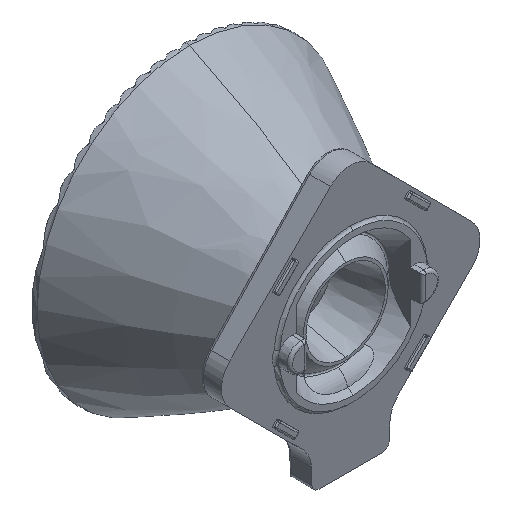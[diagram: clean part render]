
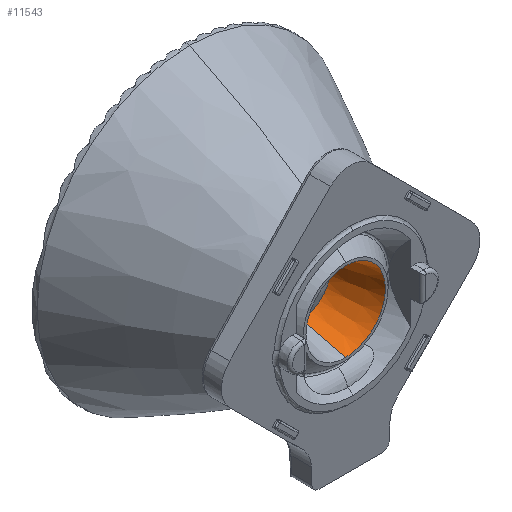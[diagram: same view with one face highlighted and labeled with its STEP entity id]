
A CAD part, isometric view. The second image highlights one B-rep face of the part: STEP entity #11543.
In plain terms, the highlighted conical face has half-angle 13.818 degrees and reference radius 2.023 mm.
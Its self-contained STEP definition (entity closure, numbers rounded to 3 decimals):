
#27 = AXIS2_PLACEMENT_3D ( 'NONE', #9736, #9077, #4401 ) ;
#389 = CARTESIAN_POINT ( 'NONE',  ( 0., 3.653, 0. ) ) ;
#889 = EDGE_CURVE ( 'NONE', #2444, #6445, #9651, .T. ) ;
#1150 = LINE ( 'NONE', #4754, #4272 ) ;
#1293 = AXIS2_PLACEMENT_3D ( 'NONE', #9275, #4534, #10940 ) ;
#1620 = ORIENTED_EDGE ( 'NONE', *, *, #3996, .T. ) ;
#2201 = DIRECTION ( 'NONE',  ( 0., 0., -1. ) ) ;
#2444 = VERTEX_POINT ( 'NONE', #10085 ) ;
#3493 = ORIENTED_EDGE ( 'NONE', *, *, #9687, .F. ) ;
#3996 = EDGE_CURVE ( 'NONE', #4216, #5238, #4699, .T. ) ;
#4216 = VERTEX_POINT ( 'NONE', #9574 ) ;
#4272 = VECTOR ( 'NONE', #4806, 1000. ) ;
#4401 = DIRECTION ( 'NONE',  ( 0., 0., -1. ) ) ;
#4404 = ORIENTED_EDGE ( 'NONE', *, *, #5533, .F. ) ;
#4534 = DIRECTION ( 'NONE',  ( 0., -1., 0. ) ) ;
#4556 = CARTESIAN_POINT ( 'NONE',  ( 2.023, 3.653, 0. ) ) ;
#4628 = LINE ( 'NONE', #5575, #9061 ) ;
#4686 = DIRECTION ( 'NONE',  ( 0., -0.971, -0.239 ) ) ;
#4699 = CIRCLE ( 'NONE', #1293, 2.787 ) ;
#4727 = EDGE_CURVE ( 'NONE', #2444, #4216, #4628, .T. ) ;
#4754 = CARTESIAN_POINT ( 'NONE',  ( 0., 3.653, 2.023 ) ) ;
#4777 = EDGE_LOOP ( 'NONE', ( #4404, #3493, #8945, #9789, #1620 ) ) ;
#4806 = DIRECTION ( 'NONE',  ( 0., -0.971, 0.239 ) ) ;
#4881 = VERTEX_POINT ( 'NONE', #8179 ) ;
#5238 = VERTEX_POINT ( 'NONE', #8274 ) ;
#5533 = EDGE_CURVE ( 'NONE', #4881, #5238, #1150, .T. ) ;
#5575 = CARTESIAN_POINT ( 'NONE',  ( 0., 3.653, -2.023 ) ) ;
#5896 = AXIS2_PLACEMENT_3D ( 'NONE', #9513, #11349, #6861 ) ;
#5903 = FACE_OUTER_BOUND ( 'NONE', #4777, .T. ) ;
#6445 = VERTEX_POINT ( 'NONE', #4556 ) ;
#6861 = DIRECTION ( 'NONE',  ( 0., 0., -1. ) ) ;
#8179 = CARTESIAN_POINT ( 'NONE',  ( 0., 3.653, 2.023 ) ) ;
#8274 = CARTESIAN_POINT ( 'NONE',  ( 0., 0.55, 2.787 ) ) ;
#8385 = DIRECTION ( 'NONE',  ( 0., -1., 0. ) ) ;
#8487 = AXIS2_PLACEMENT_3D ( 'NONE', #389, #8385, #2201 ) ;
#8945 = ORIENTED_EDGE ( 'NONE', *, *, #889, .F. ) ;
#9061 = VECTOR ( 'NONE', #4686, 1000. ) ;
#9077 = DIRECTION ( 'NONE',  ( 0., -1., 0. ) ) ;
#9275 = CARTESIAN_POINT ( 'NONE',  ( 0., 0.55, 0. ) ) ;
#9513 = CARTESIAN_POINT ( 'NONE',  ( 0., 3.653, 0. ) ) ;
#9574 = CARTESIAN_POINT ( 'NONE',  ( 0., 0.55, -2.787 ) ) ;
#9651 = CIRCLE ( 'NONE', #27, 2.023 ) ;
#9687 = EDGE_CURVE ( 'NONE', #6445, #4881, #9816, .T. ) ;
#9736 = CARTESIAN_POINT ( 'NONE',  ( 0., 3.653, 0. ) ) ;
#9789 = ORIENTED_EDGE ( 'NONE', *, *, #4727, .T. ) ;
#9816 = CIRCLE ( 'NONE', #8487, 2.023 ) ;
#10085 = CARTESIAN_POINT ( 'NONE',  ( 0., 3.653, -2.023 ) ) ;
#10940 = DIRECTION ( 'NONE',  ( 0., 0., -1. ) ) ;
#11349 = DIRECTION ( 'NONE',  ( 0., -1., 0. ) ) ;
#11543 = ADVANCED_FACE ( 'NONE', ( #5903 ), #11582, .F. ) ;
#11582 = CONICAL_SURFACE ( 'NONE', #5896, 2.023, 0.241 ) ;
